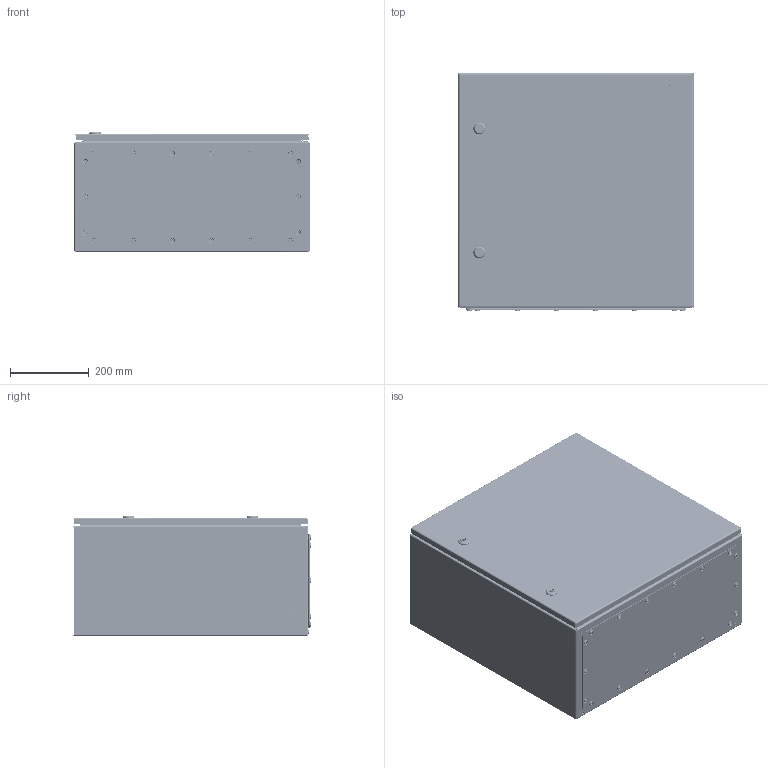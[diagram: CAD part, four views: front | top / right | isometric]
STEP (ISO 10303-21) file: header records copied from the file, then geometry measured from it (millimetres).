
FILE_DESCRIPTION (( 'STEP AP203' ), '1' );
FILE_NAME ('U3020060603 Êîðïóñ UC2M 60.60.30 IP66 (752.000.302).STEP', '2022-04-29T08:47:51', ( '' ), ( '' ), 'SwSTEP 2.0', 'SolidWorks 2017', '' );
FILE_SCHEMA (( 'CONFIG_CONTROL_DESIGN' ));
Length unit declared in the file: millimetre
Products named in the file (38): 003-393 Ñòåíêà íèæíÿÿ UC2_05 (00.60); Øïèëüêà ðåçüáîâàÿ Ì6_Œ6å12; 椻壚樇襝鴀 Mesan 33; 000.113.105 忺謤僔 UC2_11 (60.60.30); 012-1795 眈翴錪 鳱歑膱 UC2_03 (60.60); 010-326 Ïàíåëü ìîíòàæíàÿ UC2_09 (60.60); Óïëîòíèòåëü ÏÏÓ äâåðêè UC2_22 (60.60); 嵑殧趌11371_8; 嵑殧趌11371_5; ч蜱齁罻 ST-6; 嵑殧趌6402_8; Ñòîïîðíàÿ âòóëêà ïåòëè 4-119 Dirak; 鎔艜_17473_M6x12; 027-189 署赅 UC2_03 (60.30); ч蜱齁罻 ST-9; 蹴濋趌5915_M5; Øïèëüêà çàçåìëåíèÿ CKF CS_Œ6å16; Øàéáà íåéëîí Ø028_Œ6; 008-400 Ñòåíêà ïðîôèëüíàÿ UC2_11 (60.60.30); 000.207.186 攜歑罻 UC2_03 (60.60); 嵑殧趌11371_6; Óïëîòíèòåëü ÏÏÓ êðûøêè UC2Ì_21 (60.30); 000.210.363 Îñíîâàíèå äâåðêè UC2_03 (60.60); 019-99 Ïëàíêà z-îáðàçíàÿ_01 (60); 000.241.258 署赅 UC2_03 (60.30); Âòóëêà ïåòëè 4-119 Dirak; Ïåòëÿ 4-119 Dirak_00; Îñíîâàíèå ïåòëè 4-119 Dirak; U3020060603 扻豵鵨 UC2M 60.60.30 IP66 (752.000.302); 000.241.259 署赅 UC2_03 (60.30); 扻豵鵨_п-1; Øàéáà íåéëîí Ø028_Œ5; ﾇ瑟鶴 Mesan 060-1-1-13-33_00; Øòèôò ïåòëè 4-119 Dirak; 040-116 Âèíò ñïåöèàëüíûé ST 4,8x9; 蹴濋趌5915_M8; 056-273 椯鴀殣罻 UC2_11 (60.60.30); Øïèëüêà ðåçüáîâàÿ Ì6_Œ8å30
Assembly tree (124 placements, depth 4):
  U3020060603 扻豵鵨 UC2M 60.60.30 IP66 (752.000.302)
    000.113.105 忺謤僔 UC2_11 (60.60.30)
      008-400 Ñòåíêà ïðîôèëüíàÿ UC2_11 (60.60.30)
      003-393 Ñòåíêà íèæíÿÿ UC2_05 (00.60)
      Øïèëüêà ðåçüáîâàÿ Ì6_Œ8å30  x4
      Øïèëüêà ðåçüáîâàÿ Ì6_Œ6å12  x8
      Øïèëüêà çàçåìëåíèÿ CKF CS_Œ6å16  x2
    000.207.186 攜歑罻 UC2_03 (60.60)
      000.210.363 Îñíîâàíèå äâåðêè UC2_03 (60.60)
        012-1795 眈翴錪 鳱歑膱 UC2_03 (60.60)
        019-99 Ïëàíêà z-îáðàçíàÿ_01 (60)  x2
        Âòóëêà ïåòëè 4-119 Dirak  x2
        Øïèëüêà çàçåìëåíèÿ CKF CS_Œ6å16  x2
      Óïëîòíèòåëü ÏÏÓ äâåðêè UC2_22 (60.60)
      ﾇ瑟鶴 Mesan 060-1-1-13-33_00  x2
        扻豵鵨_п-1
        椻壚樇襝鴀 Mesan 33
        嵑殧趌11371_6
        鎔艜_17473_M6x12
    Ïåòëÿ 4-119 Dirak_00  x2
      Âòóëêà ïåòëè 4-119 Dirak
      Øòèôò ïåòëè 4-119 Dirak
      Îñíîâàíèå ïåòëè 4-119 Dirak
      Ñòîïîðíàÿ âòóëêà ïåòëè 4-119 Dirak
    嵑殧趌11371_5  x4
    Øàéáà íåéëîí Ø028_Œ5  x4
    蹴濋趌5915_M5  x4
    ч蜱齁罻 ST-6  x6
    ч蜱齁罻 ST-9  x4
    010-326 Ïàíåëü ìîíòàæíàÿ UC2_09 (60.60)
    蹴濋趌5915_M8  x12
    嵑殧趌11371_8  x4
    嵑殧趌6402_8  x4
    000.241.258 署赅 UC2_03 (60.30)
      000.241.259 署赅 UC2_03 (60.30)
        027-189 署赅 UC2_03 (60.30)
        Øïèëüêà çàçåìëåíèÿ CKF CS_Œ6å16
      Óïëîòíèòåëü ÏÏÓ êðûøêè UC2Ì_21 (60.30)
    040-116 Âèíò ñïåöèàëüíûé ST 4,8x9  x18
    Øàéáà íåéëîí Ø028_Œ6  x18
    056-273 椯鴀殣罻 UC2_11 (60.60.30)
Bounding box: 600.6 x 607.22 x 307.25 mm (x, y, z)
Volume: 3160567.7 mm3; surface area: 3909922 mm2
Topology: 123 solids, 125 shells, 5662 faces, 13219 edges, 7968 vertices
Faces by surface type: plane 1839, cylinder 1590, bspline 1297, cone 366, sphere 312, torus 258
Entity records: 111871 total; most frequent: CARTESIAN_POINT 51687, ORIENTED_EDGE 11908, DIRECTION 9373, EDGE_CURVE 5954, VERTEX_POINT 3830, LINE 3435, VECTOR 3435, AXIS2_PLACEMENT_3D 2969
